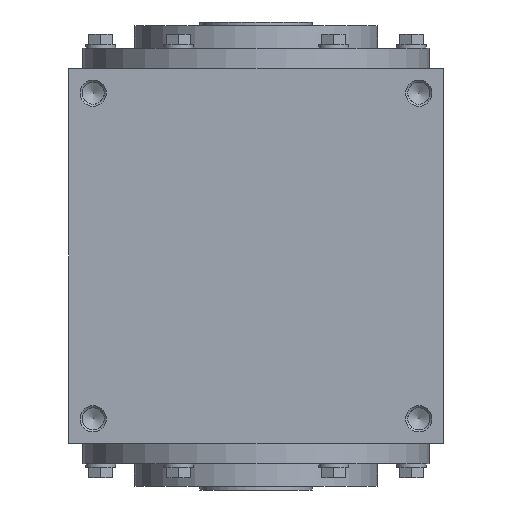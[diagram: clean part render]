
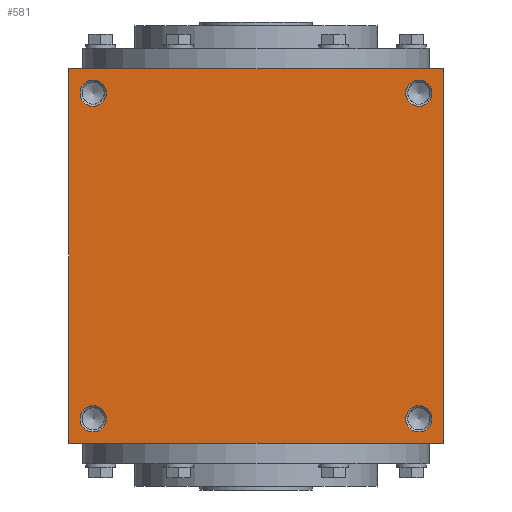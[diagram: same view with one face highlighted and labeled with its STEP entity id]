
A CAD part, left-side view. The second image highlights one B-rep face of the part: STEP entity #581.
In plain terms, the highlighted face is planar.
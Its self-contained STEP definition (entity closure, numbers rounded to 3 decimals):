
#581 = ADVANCED_FACE( '', ( #1218, #1219, #1220, #1221, #1222 ), #1223, .F. );
#1218 = FACE_BOUND( '', #2086, .T. );
#1219 = FACE_BOUND( '', #2087, .T. );
#1220 = FACE_BOUND( '', #2088, .T. );
#1221 = FACE_BOUND( '', #2089, .T. );
#1222 = FACE_OUTER_BOUND( '', #2090, .T. );
#1223 = PLANE( '', #2091 );
#2086 = EDGE_LOOP( '', ( #3161 ) );
#2087 = EDGE_LOOP( '', ( #3162 ) );
#2088 = EDGE_LOOP( '', ( #3163 ) );
#2089 = EDGE_LOOP( '', ( #3164 ) );
#2090 = EDGE_LOOP( '', ( #3165, #3166, #3167, #3168 ) );
#2091 = AXIS2_PLACEMENT_3D( '', #3169, #3170, #3171 );
#3161 = ORIENTED_EDGE( '', *, *, #4896, .F. );
#3162 = ORIENTED_EDGE( '', *, *, #4897, .T. );
#3163 = ORIENTED_EDGE( '', *, *, #4794, .F. );
#3164 = ORIENTED_EDGE( '', *, *, #4898, .T. );
#3165 = ORIENTED_EDGE( '', *, *, #4810, .F. );
#3166 = ORIENTED_EDGE( '', *, *, #4899, .F. );
#3167 = ORIENTED_EDGE( '', *, *, #4900, .F. );
#3168 = ORIENTED_EDGE( '', *, *, #4901, .F. );
#3169 = CARTESIAN_POINT( '', ( 0., 0., -100. ) );
#3170 = DIRECTION( '', ( 0., 0., 1. ) );
#3171 = DIRECTION( '', ( 1., 0., 0. ) );
#4794 = EDGE_CURVE( '', #5617, #5617, #5618, .T. );
#4810 = EDGE_CURVE( '', #5646, #5647, #5648, .T. );
#4896 = EDGE_CURVE( '', #5785, #5785, #5786, .T. );
#4897 = EDGE_CURVE( '', #5787, #5787, #5788, .T. );
#4898 = EDGE_CURVE( '', #5789, #5789, #5790, .T. );
#4899 = EDGE_CURVE( '', #5791, #5646, #5792, .T. );
#4900 = EDGE_CURVE( '', #5793, #5791, #5794, .T. );
#4901 = EDGE_CURVE( '', #5647, #5793, #5795, .T. );
#5617 = VERTEX_POINT( '', #6757 );
#5618 = CIRCLE( '', #6758, 7. );
#5646 = VERTEX_POINT( '', #6790 );
#5647 = VERTEX_POINT( '', #6791 );
#5648 = LINE( '', #6792, #6793 );
#5785 = VERTEX_POINT( '', #6982 );
#5786 = CIRCLE( '', #6983, 7. );
#5787 = VERTEX_POINT( '', #6984 );
#5788 = CIRCLE( '', #6985, 7. );
#5789 = VERTEX_POINT( '', #6986 );
#5790 = CIRCLE( '', #6987, 7. );
#5791 = VERTEX_POINT( '', #6988 );
#5792 = LINE( '', #6989, #6990 );
#5793 = VERTEX_POINT( '', #6991 );
#5794 = LINE( '', #6992, #6993 );
#5795 = LINE( '', #6994, #6995 );
#6757 = CARTESIAN_POINT( '', ( -94., -87., -100. ) );
#6758 = AXIS2_PLACEMENT_3D( '', #8030, #8031, #8032 );
#6790 = CARTESIAN_POINT( '', ( -100., 100., -100. ) );
#6791 = CARTESIAN_POINT( '', ( -100., -100., -100. ) );
#6792 = CARTESIAN_POINT( '', ( -100., 100., -100. ) );
#6793 = VECTOR( '', #8061, 1000. );
#6982 = CARTESIAN_POINT( '', ( -94., 87., -100. ) );
#6983 = AXIS2_PLACEMENT_3D( '', #8180, #8181, #8182 );
#6984 = CARTESIAN_POINT( '', ( 94., 87., -100. ) );
#6985 = AXIS2_PLACEMENT_3D( '', #8183, #8184, #8185 );
#6986 = CARTESIAN_POINT( '', ( 94., -87., -100. ) );
#6987 = AXIS2_PLACEMENT_3D( '', #8186, #8187, #8188 );
#6988 = CARTESIAN_POINT( '', ( 100., 100., -100. ) );
#6989 = CARTESIAN_POINT( '', ( 100., 100., -100. ) );
#6990 = VECTOR( '', #8189, 1000. );
#6991 = CARTESIAN_POINT( '', ( 100., -100., -100. ) );
#6992 = CARTESIAN_POINT( '', ( 100., -100., -100. ) );
#6993 = VECTOR( '', #8190, 1000. );
#6994 = CARTESIAN_POINT( '', ( -100., -100., -100. ) );
#6995 = VECTOR( '', #8191, 1000. );
#8030 = CARTESIAN_POINT( '', ( -87., -87., -100. ) );
#8031 = DIRECTION( '', ( 0., 0., -1. ) );
#8032 = DIRECTION( '', ( -1., 0., 0. ) );
#8061 = DIRECTION( '', ( 0., -1., 0. ) );
#8180 = CARTESIAN_POINT( '', ( -87., 87., -100. ) );
#8181 = DIRECTION( '', ( 0., 0., -1. ) );
#8182 = DIRECTION( '', ( -1., 0., 0. ) );
#8183 = CARTESIAN_POINT( '', ( 87., 87., -100. ) );
#8184 = DIRECTION( '', ( 0., 0., 1. ) );
#8185 = DIRECTION( '', ( 1., 0., 0. ) );
#8186 = CARTESIAN_POINT( '', ( 87., -87., -100. ) );
#8187 = DIRECTION( '', ( 0., 0., 1. ) );
#8188 = DIRECTION( '', ( 1., 0., 0. ) );
#8189 = DIRECTION( '', ( -1., 0., 0. ) );
#8190 = DIRECTION( '', ( 0., 1., 0. ) );
#8191 = DIRECTION( '', ( 1., 0., 0. ) );
